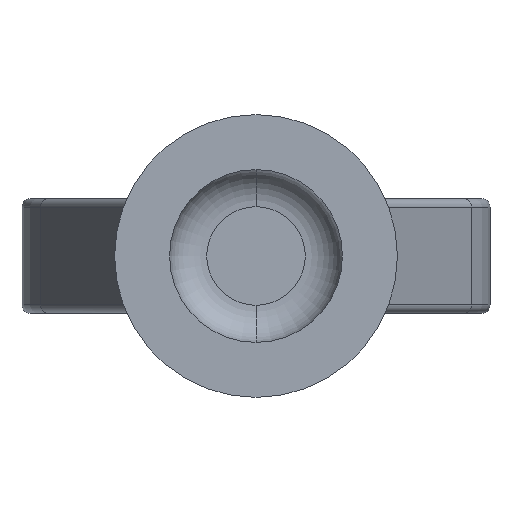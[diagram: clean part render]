
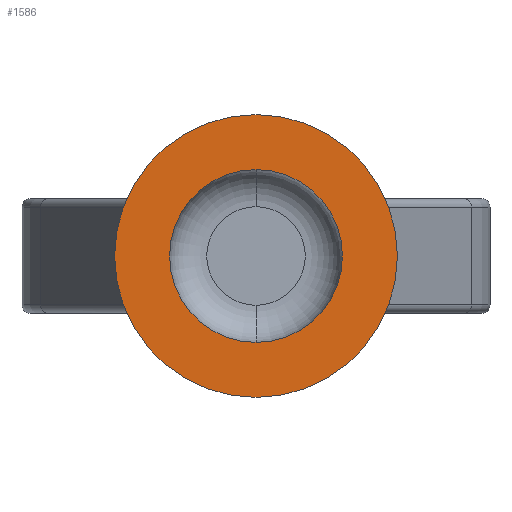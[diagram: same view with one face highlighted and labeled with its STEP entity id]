
A CAD part, front view. The second image highlights one B-rep face of the part: STEP entity #1586.
In plain terms, the highlighted planar face has unit normal (0, -1, 0).
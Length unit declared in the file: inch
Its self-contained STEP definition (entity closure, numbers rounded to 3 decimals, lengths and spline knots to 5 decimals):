
#48 = EDGE_CURVE ( 'NONE', #2365, #2315, #524, .T. ) ;
#205 = DIRECTION ( 'NONE',  ( 0., -1., 0. ) ) ;
#224 = DIRECTION ( 'NONE',  ( 0., -1., 0. ) ) ;
#232 = AXIS2_PLACEMENT_3D ( 'NONE', #1141, #224, #949 ) ;
#254 = DIRECTION ( 'NONE',  ( 0., 0., -1. ) ) ;
#316 = EDGE_LOOP ( 'NONE', ( #1374, #1953 ) ) ;
#336 = DIRECTION ( 'NONE',  ( 0., 0., -1. ) ) ;
#358 = CIRCLE ( 'NONE', #1411, 0.5115 ) ;
#420 = FACE_BOUND ( 'NONE', #2049, .T. ) ;
#453 = ORIENTED_EDGE ( 'NONE', *, *, #459, .F. ) ;
#459 = EDGE_CURVE ( 'NONE', #2315, #2365, #2239, .T. ) ;
#461 = AXIS2_PLACEMENT_3D ( 'NONE', #1241, #2330, #336 ) ;
#524 = CIRCLE ( 'NONE', #232, 0.3125 ) ;
#584 = PLANE ( 'NONE',  #918 ) ;
#591 = CARTESIAN_POINT ( 'NONE',  ( 0., 0., 0. ) ) ;
#680 = CARTESIAN_POINT ( 'NONE',  ( 0., 0., -0.3125 ) ) ;
#818 = CARTESIAN_POINT ( 'NONE',  ( 0., 0., -0.5115 ) ) ;
#918 = AXIS2_PLACEMENT_3D ( 'NONE', #1866, #205, #1495 ) ;
#949 = DIRECTION ( 'NONE',  ( 0., 0., -1. ) ) ;
#1048 = AXIS2_PLACEMENT_3D ( 'NONE', #2123, #2319, #2328 ) ;
#1090 = CARTESIAN_POINT ( 'NONE',  ( 0., 0., 0.3125 ) ) ;
#1133 = FACE_OUTER_BOUND ( 'NONE', #316, .T. ) ;
#1141 = CARTESIAN_POINT ( 'NONE',  ( 0., 0., 0. ) ) ;
#1241 = CARTESIAN_POINT ( 'NONE',  ( 0., 0., 0. ) ) ;
#1277 = CARTESIAN_POINT ( 'NONE',  ( 0., 0., 0.5115 ) ) ;
#1374 = ORIENTED_EDGE ( 'NONE', *, *, #2137, .T. ) ;
#1411 = AXIS2_PLACEMENT_3D ( 'NONE', #591, #2071, #254 ) ;
#1465 = VERTEX_POINT ( 'NONE', #1277 ) ;
#1495 = DIRECTION ( 'NONE',  ( 0., 0., -1. ) ) ;
#1586 = ADVANCED_FACE ( 'NONE', ( #1133, #420 ), #584, .T. ) ;
#1743 = ORIENTED_EDGE ( 'NONE', *, *, #48, .F. ) ;
#1793 = CIRCLE ( 'NONE', #1048, 0.5115 ) ;
#1866 = CARTESIAN_POINT ( 'NONE',  ( 0.3125, 0., 0. ) ) ;
#1953 = ORIENTED_EDGE ( 'NONE', *, *, #1974, .T. ) ;
#1974 = EDGE_CURVE ( 'NONE', #1465, #2142, #358, .T. ) ;
#2049 = EDGE_LOOP ( 'NONE', ( #453, #1743 ) ) ;
#2071 = DIRECTION ( 'NONE',  ( 0., -1., 0. ) ) ;
#2123 = CARTESIAN_POINT ( 'NONE',  ( 0., 0., 0. ) ) ;
#2137 = EDGE_CURVE ( 'NONE', #2142, #1465, #1793, .T. ) ;
#2142 = VERTEX_POINT ( 'NONE', #818 ) ;
#2239 = CIRCLE ( 'NONE', #461, 0.3125 ) ;
#2315 = VERTEX_POINT ( 'NONE', #680 ) ;
#2319 = DIRECTION ( 'NONE',  ( 0., -1., 0. ) ) ;
#2328 = DIRECTION ( 'NONE',  ( 0., 0., -1. ) ) ;
#2330 = DIRECTION ( 'NONE',  ( 0., -1., 0. ) ) ;
#2365 = VERTEX_POINT ( 'NONE', #1090 ) ;
